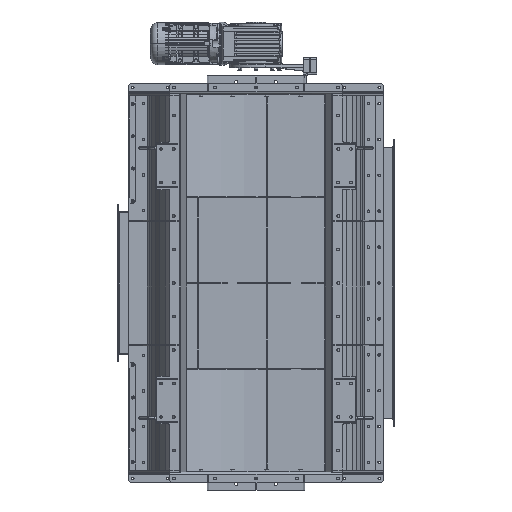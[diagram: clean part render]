
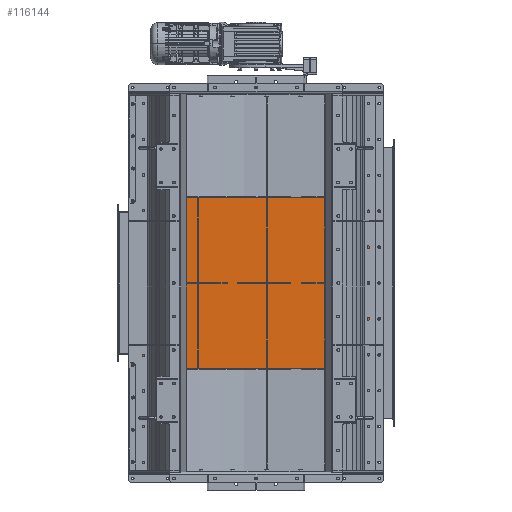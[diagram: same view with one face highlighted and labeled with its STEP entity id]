
A CAD part, front view. The second image highlights one B-rep face of the part: STEP entity #116144.
In plain terms, the highlighted planar face has unit normal (0, -1, 0).
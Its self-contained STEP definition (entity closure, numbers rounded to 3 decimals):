
#117 = DIRECTION ( 'NONE',  ( 0., 1., 0. ) ) ;
#427 = CARTESIAN_POINT ( 'NONE',  ( 0., 638., -1153.796 ) ) ;
#1490 = DIRECTION ( 'NONE',  ( 0., 1., 0. ) ) ;
#3565 = CIRCLE ( 'NONE', #56979, 6. ) ;
#4005 = VECTOR ( 'NONE', #48878, 1000. ) ;
#5268 = CARTESIAN_POINT ( 'NONE',  ( 0., 638., -1165.796 ) ) ;
#6147 = DIRECTION ( 'NONE',  ( 0., 1., 0. ) ) ;
#6391 = LINE ( 'NONE', #36371, #4005 ) ;
#6555 = AXIS2_PLACEMENT_3D ( 'NONE', #47970, #100908, #37532 ) ;
#7370 = EDGE_CURVE ( 'NONE', #121531, #85073, #6391, .T. ) ;
#7434 = DIRECTION ( 'NONE',  ( 0., 0., 1. ) ) ;
#10632 = FACE_BOUND ( 'NONE', #90491, .T. ) ;
#12181 = VERTEX_POINT ( 'NONE', #5268 ) ;
#12699 = CIRCLE ( 'NONE', #41627, 6. ) ;
#13320 = CIRCLE ( 'NONE', #75551, 6. ) ;
#16403 = AXIS2_PLACEMENT_3D ( 'NONE', #80592, #111277, #7434 ) ;
#18265 = EDGE_CURVE ( 'NONE', #75753, #12181, #105338, .T. ) ;
#19592 = CARTESIAN_POINT ( 'NONE',  ( -397., 638., -4.4 ) ) ;
#19944 = CARTESIAN_POINT ( 'NONE',  ( 166., 638., -1159.796 ) ) ;
#20665 = EDGE_CURVE ( 'NONE', #39818, #30307, #13320, .T. ) ;
#21373 = AXIS2_PLACEMENT_3D ( 'NONE', #86541, #33612, #119273 ) ;
#22098 = CIRCLE ( 'NONE', #102179, 6. ) ;
#22450 = FACE_BOUND ( 'NONE', #110100, .T. ) ;
#22714 = VERTEX_POINT ( 'NONE', #60313 ) ;
#24030 = CIRCLE ( 'NONE', #130855, 6. ) ;
#24975 = CARTESIAN_POINT ( 'NONE',  ( -332., 638., -1159.796 ) ) ;
#25307 = DIRECTION ( 'NONE',  ( 0., 1., 0. ) ) ;
#28512 = DIRECTION ( 'NONE',  ( 0., 0., -1. ) ) ;
#28683 = DIRECTION ( 'NONE',  ( 1., 0., 0. ) ) ;
#30307 = VERTEX_POINT ( 'NONE', #73387 ) ;
#33612 = DIRECTION ( 'NONE',  ( 0., 1., 0. ) ) ;
#34285 = ORIENTED_EDGE ( 'NONE', *, *, #123611, .T. ) ;
#35616 = DIRECTION ( 'NONE',  ( 0., 0., 1. ) ) ;
#36349 = VECTOR ( 'NONE', #28512, 1000. ) ;
#36371 = CARTESIAN_POINT ( 'NONE',  ( 397., 638., 0. ) ) ;
#36457 = DIRECTION ( 'NONE',  ( 0., 0., 1. ) ) ;
#37532 = DIRECTION ( 'NONE',  ( 0., 0., 1. ) ) ;
#39818 = VERTEX_POINT ( 'NONE', #113553 ) ;
#40110 = EDGE_CURVE ( 'NONE', #66056, #110800, #120672, .T. ) ;
#41627 = AXIS2_PLACEMENT_3D ( 'NONE', #84643, #135587, #113274 ) ;
#42367 = LINE ( 'NONE', #50094, #36349 ) ;
#42597 = DIRECTION ( 'NONE',  ( 0., 0., 1. ) ) ;
#42676 = FACE_BOUND ( 'NONE', #52793, .T. ) ;
#42700 = AXIS2_PLACEMENT_3D ( 'NONE', #24975, #6147, #68151 ) ;
#44138 = ORIENTED_EDGE ( 'NONE', *, *, #89514, .T. ) ;
#44753 = FACE_BOUND ( 'NONE', #68489, .T. ) ;
#45735 = CARTESIAN_POINT ( 'NONE',  ( -332., 638., -1153.796 ) ) ;
#46248 = EDGE_CURVE ( 'NONE', #110800, #66056, #49255, .T. ) ;
#47970 = CARTESIAN_POINT ( 'NONE',  ( 166., 638., -1159.796 ) ) ;
#48048 = ORIENTED_EDGE ( 'NONE', *, *, #46248, .T. ) ;
#48878 = DIRECTION ( 'NONE',  ( 0., 0., 1. ) ) ;
#49255 = CIRCLE ( 'NONE', #124921, 6. ) ;
#50094 = CARTESIAN_POINT ( 'NONE',  ( -397., 638., 0. ) ) ;
#50108 = VERTEX_POINT ( 'NONE', #51479 ) ;
#51384 = EDGE_CURVE ( 'NONE', #91030, #77186, #91958, .T. ) ;
#51479 = CARTESIAN_POINT ( 'NONE',  ( 166., 638., -1153.796 ) ) ;
#52793 = EDGE_LOOP ( 'NONE', ( #99511, #99029 ) ) ;
#53880 = EDGE_CURVE ( 'NONE', #22714, #50108, #3565, .T. ) ;
#55651 = VECTOR ( 'NONE', #28683, 1000. ) ;
#56979 = AXIS2_PLACEMENT_3D ( 'NONE', #19944, #61793, #125169 ) ;
#57730 = ORIENTED_EDGE ( 'NONE', *, *, #40110, .T. ) ;
#59772 = CARTESIAN_POINT ( 'NONE',  ( 332., 638., -1153.796 ) ) ;
#59843 = CARTESIAN_POINT ( 'NONE',  ( 332., 638., -1159.796 ) ) ;
#59944 = EDGE_CURVE ( 'NONE', #30307, #39818, #12699, .T. ) ;
#60313 = CARTESIAN_POINT ( 'NONE',  ( 166., 638., -1165.796 ) ) ;
#60419 = ORIENTED_EDGE ( 'NONE', *, *, #103868, .F. ) ;
#61107 = CARTESIAN_POINT ( 'NONE',  ( 397., 638., -1175.396 ) ) ;
#61164 = CARTESIAN_POINT ( 'NONE',  ( 332., 638., -1165.796 ) ) ;
#61793 = DIRECTION ( 'NONE',  ( 0., 1., 0. ) ) ;
#62106 = DIRECTION ( 'NONE',  ( 1., 0., 0. ) ) ;
#65565 = CARTESIAN_POINT ( 'NONE',  ( 0., 638., -1159.796 ) ) ;
#66056 = VERTEX_POINT ( 'NONE', #119958 ) ;
#66233 = VERTEX_POINT ( 'NONE', #124085 ) ;
#66592 = CIRCLE ( 'NONE', #6555, 6. ) ;
#66887 = ORIENTED_EDGE ( 'NONE', *, *, #18265, .T. ) ;
#68151 = DIRECTION ( 'NONE',  ( 0., 0., 1. ) ) ;
#68489 = EDGE_LOOP ( 'NONE', ( #80464, #78936 ) ) ;
#73387 = CARTESIAN_POINT ( 'NONE',  ( -166., 638., -1165.796 ) ) ;
#73517 = ORIENTED_EDGE ( 'NONE', *, *, #7370, .T. ) ;
#75068 = CARTESIAN_POINT ( 'NONE',  ( 397., 638., -4.4 ) ) ;
#75551 = AXIS2_PLACEMENT_3D ( 'NONE', #95516, #117, #42597 ) ;
#75753 = VERTEX_POINT ( 'NONE', #427 ) ;
#76428 = CARTESIAN_POINT ( 'NONE',  ( -397., 638., -4.4 ) ) ;
#77186 = VERTEX_POINT ( 'NONE', #59772 ) ;
#77455 = PLANE ( 'NONE',  #21373 ) ;
#78842 = ORIENTED_EDGE ( 'NONE', *, *, #53880, .T. ) ;
#78936 = ORIENTED_EDGE ( 'NONE', *, *, #51384, .T. ) ;
#80464 = ORIENTED_EDGE ( 'NONE', *, *, #92609, .T. ) ;
#80592 = CARTESIAN_POINT ( 'NONE',  ( 0., 638., -1159.796 ) ) ;
#82297 = LINE ( 'NONE', #124121, #55651 ) ;
#84643 = CARTESIAN_POINT ( 'NONE',  ( -166., 638., -1159.796 ) ) ;
#85073 = VERTEX_POINT ( 'NONE', #75068 ) ;
#86541 = CARTESIAN_POINT ( 'NONE',  ( 0., 638., 0. ) ) ;
#87619 = DIRECTION ( 'NONE',  ( 0., 1., 0. ) ) ;
#88586 = VECTOR ( 'NONE', #62106, 1000. ) ;
#89514 = EDGE_CURVE ( 'NONE', #12181, #75753, #24030, .T. ) ;
#89793 = AXIS2_PLACEMENT_3D ( 'NONE', #117628, #87619, #97409 ) ;
#90064 = CARTESIAN_POINT ( 'NONE',  ( -332., 638., -1159.796 ) ) ;
#90491 = EDGE_LOOP ( 'NONE', ( #48048, #57730 ) ) ;
#90897 = EDGE_CURVE ( 'NONE', #50108, #22714, #66592, .T. ) ;
#91030 = VERTEX_POINT ( 'NONE', #61164 ) ;
#91958 = CIRCLE ( 'NONE', #89793, 6. ) ;
#92609 = EDGE_CURVE ( 'NONE', #77186, #91030, #22098, .T. ) ;
#95516 = CARTESIAN_POINT ( 'NONE',  ( -166., 638., -1159.796 ) ) ;
#95943 = EDGE_LOOP ( 'NONE', ( #34285, #73517, #60419, #125629 ) ) ;
#97409 = DIRECTION ( 'NONE',  ( 0., 0., 1. ) ) ;
#99029 = ORIENTED_EDGE ( 'NONE', *, *, #59944, .T. ) ;
#99511 = ORIENTED_EDGE ( 'NONE', *, *, #20665, .T. ) ;
#100241 = DIRECTION ( 'NONE',  ( 0., 0., 1. ) ) ;
#100908 = DIRECTION ( 'NONE',  ( 0., 1., 0. ) ) ;
#102179 = AXIS2_PLACEMENT_3D ( 'NONE', #59843, #121827, #100241 ) ;
#103868 = EDGE_CURVE ( 'NONE', #122550, #85073, #125496, .T. ) ;
#104081 = EDGE_LOOP ( 'NONE', ( #66887, #44138 ) ) ;
#105338 = CIRCLE ( 'NONE', #16403, 6. ) ;
#106738 = FACE_BOUND ( 'NONE', #104081, .T. ) ;
#107431 = FACE_OUTER_BOUND ( 'NONE', #95943, .T. ) ;
#110100 = EDGE_LOOP ( 'NONE', ( #118642, #78842 ) ) ;
#110800 = VERTEX_POINT ( 'NONE', #45735 ) ;
#111277 = DIRECTION ( 'NONE',  ( 0., 1., 0. ) ) ;
#113274 = DIRECTION ( 'NONE',  ( 0., 0., 1. ) ) ;
#113553 = CARTESIAN_POINT ( 'NONE',  ( -166., 638., -1153.796 ) ) ;
#116144 = ADVANCED_FACE ( 'NONE', ( #10632, #42676, #106738, #22450, #44753, #107431 ), #77455, .F. ) ;
#117628 = CARTESIAN_POINT ( 'NONE',  ( 332., 638., -1159.796 ) ) ;
#118642 = ORIENTED_EDGE ( 'NONE', *, *, #90897, .T. ) ;
#119273 = DIRECTION ( 'NONE',  ( 0., 0., 1. ) ) ;
#119958 = CARTESIAN_POINT ( 'NONE',  ( -332., 638., -1165.796 ) ) ;
#120672 = CIRCLE ( 'NONE', #42700, 6. ) ;
#121531 = VERTEX_POINT ( 'NONE', #61107 ) ;
#121827 = DIRECTION ( 'NONE',  ( 0., 1., 0. ) ) ;
#122550 = VERTEX_POINT ( 'NONE', #76428 ) ;
#123611 = EDGE_CURVE ( 'NONE', #66233, #121531, #82297, .T. ) ;
#124085 = CARTESIAN_POINT ( 'NONE',  ( -397., 638., -1175.396 ) ) ;
#124121 = CARTESIAN_POINT ( 'NONE',  ( -397., 638., -1175.396 ) ) ;
#124921 = AXIS2_PLACEMENT_3D ( 'NONE', #90064, #25307, #36457 ) ;
#125169 = DIRECTION ( 'NONE',  ( 0., 0., 1. ) ) ;
#125496 = LINE ( 'NONE', #19592, #88586 ) ;
#125629 = ORIENTED_EDGE ( 'NONE', *, *, #128658, .T. ) ;
#128658 = EDGE_CURVE ( 'NONE', #122550, #66233, #42367, .T. ) ;
#130855 = AXIS2_PLACEMENT_3D ( 'NONE', #65565, #1490, #35616 ) ;
#135587 = DIRECTION ( 'NONE',  ( 0., 1., 0. ) ) ;
